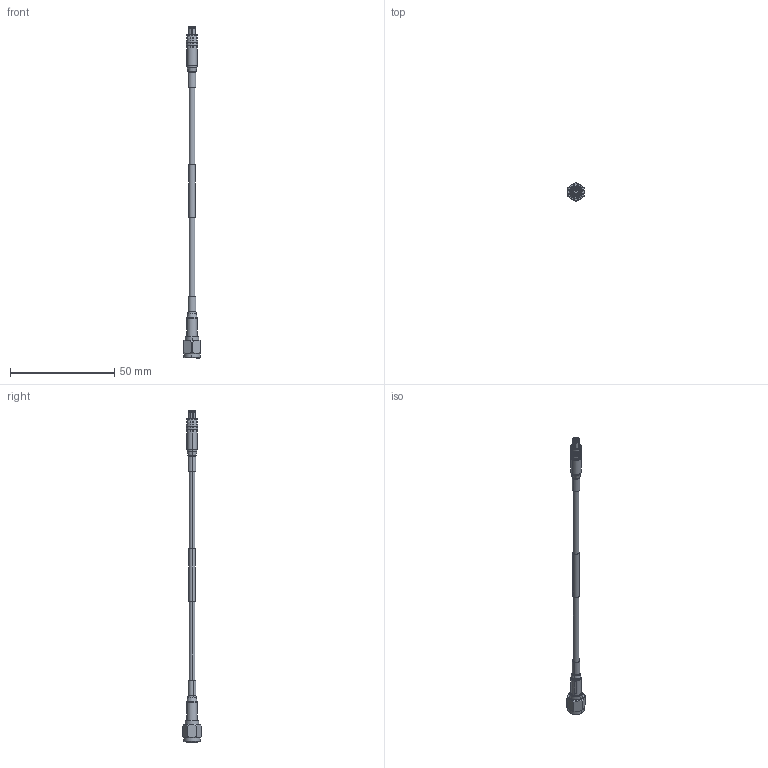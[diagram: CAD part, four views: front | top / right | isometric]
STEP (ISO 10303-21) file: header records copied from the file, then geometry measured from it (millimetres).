
FILE_DESCRIPTION (( 'STEP AP214' ), '1' );
FILE_NAME ('FMCA3217_3D.step', '2023-05-03T18:54:27', ( '' ), ( '' ), 'SwSTEP 2.0', 'SolidWorks 2022', '' );
FILE_SCHEMA (( 'AUTOMOTIVE_DESIGN' ));
Length unit declared in the file: inch
Products named in the file (5): SC9413A; CA-100-MA1_.175" ID; FMCA3217_3D; SC7060_CRIMPED; LMR-100A-FR-FM_5 INCH
Assembly tree (5 placements, depth 2):
  FMCA3217_3D
    LMR-100A-FR-FM_5 INCH
    SC9413A
    SC7060_CRIMPED
    CA-100-MA1_.175" ID  x2
Bounding box: 7.94 x 8.99 x 159.41 mm (x, y, z)
Volume: 1574.5 mm3; surface area: 3655.9 mm2
Topology: 8 solids, 8 shells, 373 faces, 906 edges, 577 vertices
Faces by surface type: cylinder 153, plane 148, cone 49, torus 18, bspline 5
Entity records: 12221 total; most frequent: CARTESIAN_POINT 2962, DIRECTION 1837, ORIENTED_EDGE 1724, EDGE_CURVE 862, AXIS2_PLACEMENT_3D 697, VERTEX_POINT 553, LINE 443, VECTOR 443
